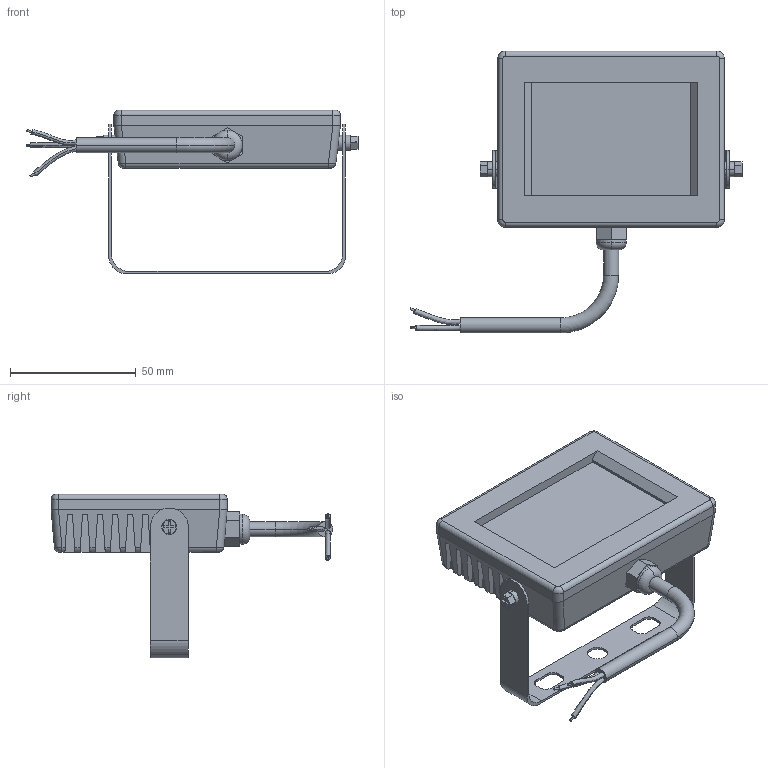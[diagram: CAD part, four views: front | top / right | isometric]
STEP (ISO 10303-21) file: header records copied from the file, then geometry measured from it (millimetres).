
FILE_DESCRIPTION (( 'STEP AP214' ), '1' );
FILE_NAME ('LPDO701-10-K03 Ïðîæåêòîð ÑÄÎ07-10 ñâåòîäèîäíûé ñåðûé ÷èï IP65 ÈÝÊ.STEP', '2017-09-15T10:47:28', ( '' ), ( '' ), 'SwSTEP 2.0', 'SolidWorks 2014', '' );
FILE_SCHEMA (( 'AUTOMOTIVE_DESIGN' ));
Length unit declared in the file: millimetre
Products named in the file (1): LPDO701-10-K03 Ïðîæåêòîð ÑÄÎ07-10 ñâåòîäèîäíûé ñåðûé ÷èï IP65 ÈÝÊ
Bounding box: 131.9 x 112 x 65 mm (x, y, z)
Volume: 121304.5 mm3; surface area: 35762.5 mm2
Topology: 2 solids, 2 shells, 339 faces, 846 edges, 540 vertices
Faces by surface type: plane 236, cylinder 77, bspline 14, torus 8, sphere 4
Entity records: 10593 total; most frequent: CARTESIAN_POINT 2554, ORIENTED_EDGE 1692, DIRECTION 1590, EDGE_CURVE 846, VECTOR 630, LINE 630, VERTEX_POINT 540, AXIS2_PLACEMENT_3D 480
